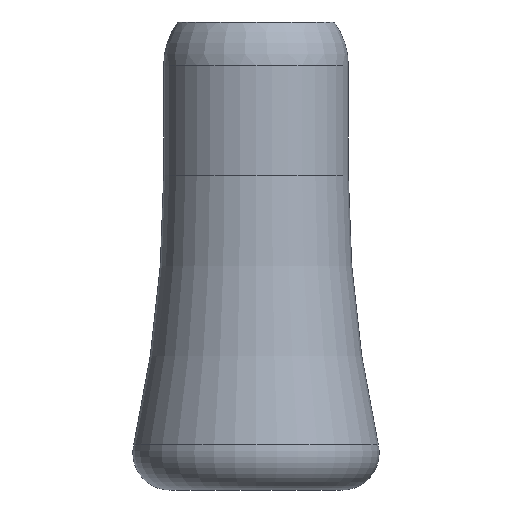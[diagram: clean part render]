
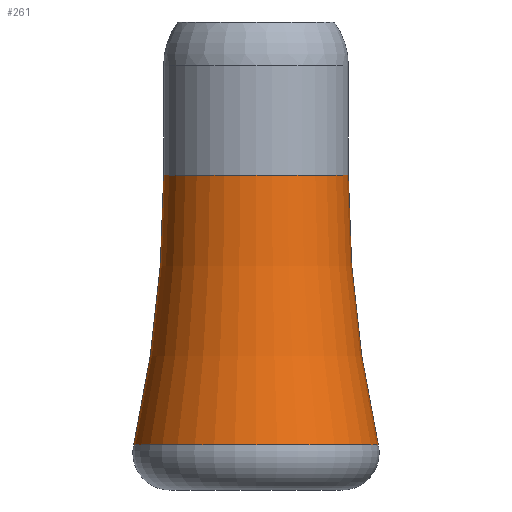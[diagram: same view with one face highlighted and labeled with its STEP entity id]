
A CAD part, front view. The second image highlights one B-rep face of the part: STEP entity #261.
In plain terms, the highlighted toroidal (fillet/blend) face has major radius 107.5 mm and minor radius 100 mm.
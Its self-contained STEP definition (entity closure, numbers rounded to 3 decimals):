
#4 = CARTESIAN_POINT ( 'NONE',  ( 9.927, 0., 3.657 ) ) ;
#8 = CARTESIAN_POINT ( 'NONE',  ( 7.5, 0., 25.555 ) ) ;
#14 = CARTESIAN_POINT ( 'NONE',  ( -7.5, 0., 25.555 ) ) ;
#49 = AXIS2_PLACEMENT_3D ( 'NONE', #422, #421, #420 ) ;
#57 = TOROIDAL_SURFACE ( 'NONE', #49, 107.5, 100. ) ;
#72 = ORIENTED_EDGE ( 'NONE', *, *, #289, .T. ) ;
#78 = EDGE_LOOP ( 'NONE', ( #111, #106, #72, #462 ) ) ;
#106 = ORIENTED_EDGE ( 'NONE', *, *, #286, .T. ) ;
#111 = ORIENTED_EDGE ( 'NONE', *, *, #287, .F. ) ;
#126 = DIRECTION ( 'NONE',  ( 1., 0., 0. ) ) ;
#127 = DIRECTION ( 'NONE',  ( 0., 0., 1. ) ) ;
#128 = CARTESIAN_POINT ( 'NONE',  ( 0., 0., 3.657 ) ) ;
#129 = DIRECTION ( 'NONE',  ( 0., 0., -1. ) ) ;
#130 = DIRECTION ( 'NONE',  ( 0., -1., 0. ) ) ;
#131 = CARTESIAN_POINT ( 'NONE',  ( 107.5, 0., 25.555 ) ) ;
#132 = DIRECTION ( 'NONE',  ( 1., 0., 0. ) ) ;
#133 = DIRECTION ( 'NONE',  ( 0., 0., 1. ) ) ;
#134 = CARTESIAN_POINT ( 'NONE',  ( 0., 0., 25.555 ) ) ;
#135 = DIRECTION ( 'NONE',  ( -1., 0., 0. ) ) ;
#137 = DIRECTION ( 'NONE',  ( 0., 1., 0. ) ) ;
#141 = CARTESIAN_POINT ( 'NONE',  ( -107.5, 0., 25.555 ) ) ;
#169 = CIRCLE ( 'NONE', #185, 9.927 ) ;
#179 = CIRCLE ( 'NONE', #194, 7.5 ) ;
#185 = AXIS2_PLACEMENT_3D ( 'NONE', #128, #127, #126 ) ;
#186 = CIRCLE ( 'NONE', #193, 100. ) ;
#191 = AXIS2_PLACEMENT_3D ( 'NONE', #141, #137, #135 ) ;
#193 = AXIS2_PLACEMENT_3D ( 'NONE', #131, #130, #129 ) ;
#194 = AXIS2_PLACEMENT_3D ( 'NONE', #134, #133, #132 ) ;
#198 = CIRCLE ( 'NONE', #191, 100. ) ;
#205 = VERTEX_POINT ( 'NONE', #4 ) ;
#206 = VERTEX_POINT ( 'NONE', #8 ) ;
#240 = VERTEX_POINT ( 'NONE', #14 ) ;
#245 = VERTEX_POINT ( 'NONE', #461 ) ;
#261 = ADVANCED_FACE ( 'NONE', ( #312 ), #57, .F. ) ;
#286 = EDGE_CURVE ( 'NONE', #240, #245, #198, .T. ) ;
#287 = EDGE_CURVE ( 'NONE', #240, #206, #179, .T. ) ;
#288 = EDGE_CURVE ( 'NONE', #206, #205, #186, .T. ) ;
#289 = EDGE_CURVE ( 'NONE', #245, #205, #169, .T. ) ;
#312 = FACE_OUTER_BOUND ( 'NONE', #78, .T. ) ;
#420 = DIRECTION ( 'NONE',  ( 1., 0., 0. ) ) ;
#421 = DIRECTION ( 'NONE',  ( 0., 0., 1. ) ) ;
#422 = CARTESIAN_POINT ( 'NONE',  ( 0., 0., 25.555 ) ) ;
#461 = CARTESIAN_POINT ( 'NONE',  ( -9.927, 0., 3.657 ) ) ;
#462 = ORIENTED_EDGE ( 'NONE', *, *, #288, .F. ) ;
